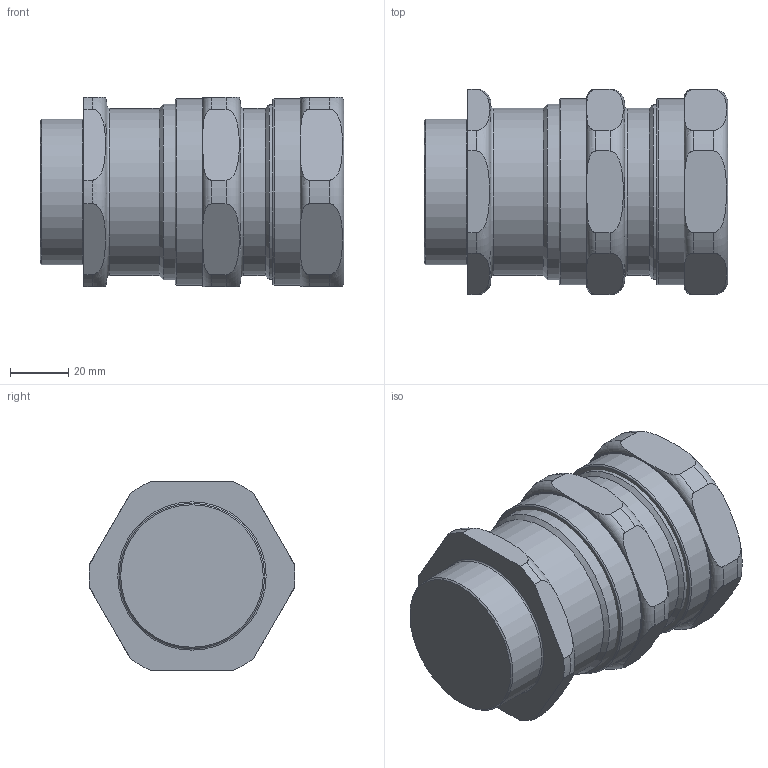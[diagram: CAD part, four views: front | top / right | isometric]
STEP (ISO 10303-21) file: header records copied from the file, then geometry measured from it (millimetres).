
FILE_DESCRIPTION(/* description */ (''),/* implementation_level */ '2;1');
FILE_NAME(/* name */ '123 D M50.stp',/* time_stamp */ '2021-04-27T16:03:15+06:00',/* author */ ('vinaykumark'),/* organization */ (''),/* preprocessor_version */ 'ST-DEVELOPER v18',/* originating_system */ 'Autodesk Inventor 2020',/* authorisation */ '');
FILE_SCHEMA (('AUTOMOTIVE_DESIGN { 1 0 10303 214 3 1 1 }'));
Length unit declared in the file: inch
Products named in the file (1): 123 D M50
Bounding box: 104.47 x 70.77 x 65 mm (x, y, z)
Volume: 446095.4 mm3; surface area: 74150.4 mm2
Topology: 8 solids, 8 shells, 252 faces, 700 edges, 470 vertices
Faces by surface type: plane 106, torus 66, cylinder 45, cone 35
Full cylindrical faces by diameter (mm): 44.5 x2, 50 x1, 53.25 x2, 54.15 x4, 57.2 x2, 57.45 x2, 60.16 x1, 60.325 x1, 63.95 x2
Entity records: 9686 total; most frequent: CARTESIAN_POINT 2915, ORIENTED_EDGE 1400, DIRECTION 1392, EDGE_CURVE 700, AXIS2_PLACEMENT_3D 601, VERTEX_POINT 470, CIRCLE 348, EDGE_LOOP 262
